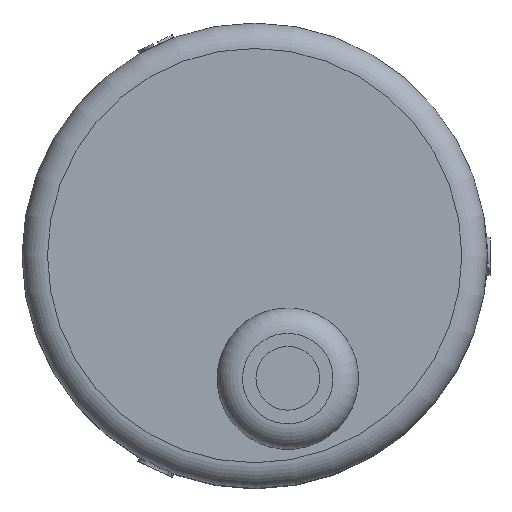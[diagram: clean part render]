
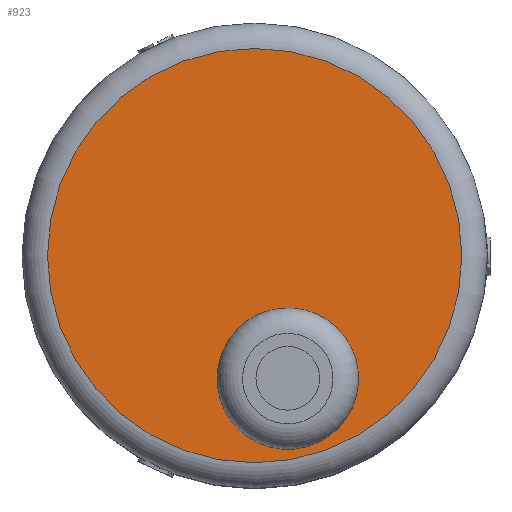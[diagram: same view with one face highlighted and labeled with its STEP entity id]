
A CAD part, top view. The second image highlights one B-rep face of the part: STEP entity #923.
In plain terms, the highlighted planar face has unit normal (0, 0, 1).
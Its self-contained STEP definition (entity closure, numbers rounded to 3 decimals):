
#101=PLANE($,#1053);
#162=FACE_BOUND($,#311,.T.);
#163=FACE_BOUND($,#312,.T.);
#311=EDGE_LOOP($,(#711));
#312=EDGE_LOOP($,(#712));
#393=CIRCLE($,#1049,16.25);
#396=CIRCLE($,#1054,4.);
#470=VERTEX_POINT($,#1609);
#475=VERTEX_POINT($,#1656);
#565=EDGE_CURVE($,#470,#470,#393,.T.);
#570=EDGE_CURVE($,#475,#475,#396,.T.);
#711=ORIENTED_EDGE($,*,*,#570,.T.);
#712=ORIENTED_EDGE($,*,*,#565,.F.);
#923=ADVANCED_FACE($,(#162,#163),#101,.F.);
#1049=AXIS2_PLACEMENT_3D($,#1610,#1260,#1261);
#1053=AXIS2_PLACEMENT_3D($,#1655,#1268,#1269);
#1054=AXIS2_PLACEMENT_3D($,#1657,#1270,#1271);
#1260=DIRECTION('center_axis',(0.,0.,
-1.));
#1261=DIRECTION('ref_axis',(-1.,0.,0.));
#1268=DIRECTION('center_axis',(0.,0.,
-1.));
#1269=DIRECTION('ref_axis',(-1.,0.,0.));
#1270=DIRECTION('center_axis',(0.,0.,
-1.));
#1271=DIRECTION('ref_axis',(1.,0.,0.));
#1609=CARTESIAN_POINT('',(16.25,0.,34.198));
#1610=CARTESIAN_POINT('Origin',(0.,0.,
34.198));
#1655=CARTESIAN_POINT('Origin',(0.,0.,
34.198));
#1656=CARTESIAN_POINT('',(6.6,-9.65,34.198));
#1657=CARTESIAN_POINT('Origin',(2.6,-9.65,34.198));
